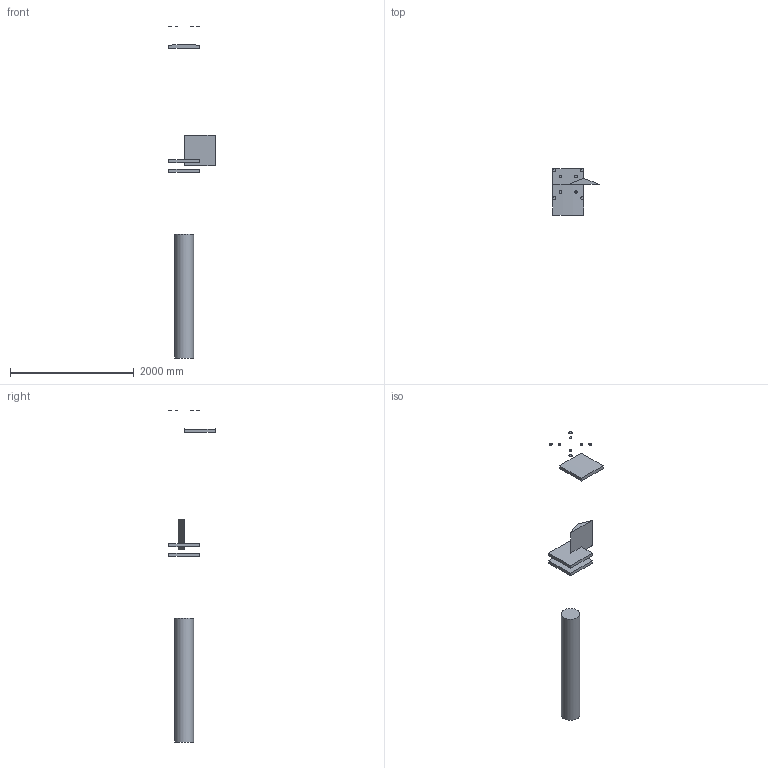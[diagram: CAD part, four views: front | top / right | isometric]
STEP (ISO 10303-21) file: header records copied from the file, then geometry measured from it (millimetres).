
FILE_DESCRIPTION(('Open CASCADE Model'),'2;1');
FILE_NAME('Open CASCADE Shape Model','2024-05-26T13:19:17',('Author'),( 'Open CASCADE'),'Open CASCADE STEP processor 7.7','Open CASCADE 7.7' ,'Unknown');
FILE_SCHEMA(('AUTOMOTIVE_DESIGN { 1 0 10303 214 1 1 1 1 }'));
Length unit declared in the file: millimetre
Products named in the file (13): Open CASCADE STEP translator 7.7 22; Open CASCADE STEP translator 7.7 22.1; Open CASCADE STEP translator 7.7 22.2; Open CASCADE STEP translator 7.7 22.3; Open CASCADE STEP translator 7.7 22.4; Open CASCADE STEP translator 7.7 22.5; Open CASCADE STEP translator 7.7 22.6; Open CASCADE STEP translator 7.7 22.7; Open CASCADE STEP translator 7.7 22.8; Open CASCADE STEP translator 7.7 22.9; Open CASCADE STEP translator 7.7 22.10; Open CASCADE STEP translator 7.7 22.11; Open CASCADE STEP translator 7.7 22.12
Assembly tree (12 placements, depth 2):
  Open CASCADE STEP translator 7.7 22
    Open CASCADE STEP translator 7.7 22.1
    Open CASCADE STEP translator 7.7 22.2
    Open CASCADE STEP translator 7.7 22.3
    Open CASCADE STEP translator 7.7 22.4
    Open CASCADE STEP translator 7.7 22.5
    Open CASCADE STEP translator 7.7 22.6
    Open CASCADE STEP translator 7.7 22.7
    Open CASCADE STEP translator 7.7 22.8
    Open CASCADE STEP translator 7.7 22.9
    Open CASCADE STEP translator 7.7 22.10
    Open CASCADE STEP translator 7.7 22.11
    Open CASCADE STEP translator 7.7 22.12
Bounding box: 750 x 750 x 5360 mm (x, y, z)
Volume: 192542674.6 mm3; surface area: 4383628.8 mm2
Topology: 12 solids, 12 shells, 52 faces, 82 edges, 54 vertices
Faces by surface type: plane 42, cylinder 10
Full cylindrical faces by diameter (mm): 40 x4, 50 x4, 300 x1
Entity records: 2454 total; most frequent: CARTESIAN_POINT 423, DIRECTION 378, LINE 196, VECTOR 196, ORIENTED_EDGE 164, PCURVE 164, DEFINITIONAL_REPRESENTATION 164, AXIS2_PLACEMENT_3D 85
